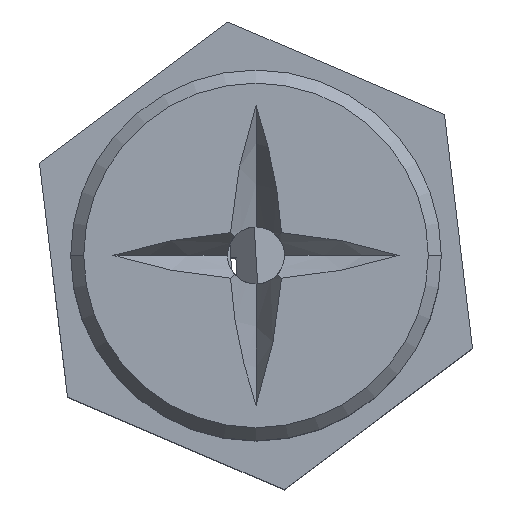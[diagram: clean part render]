
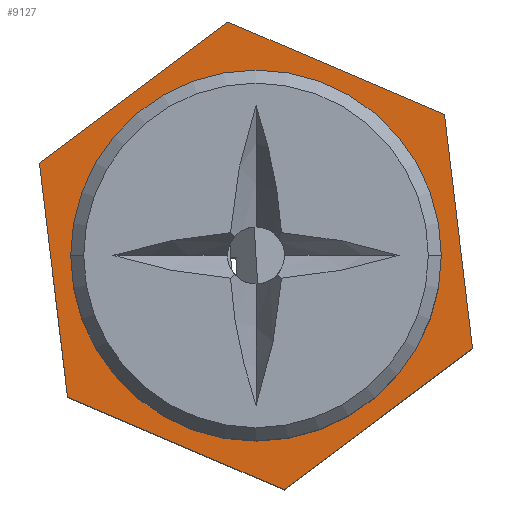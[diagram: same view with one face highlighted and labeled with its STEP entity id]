
A CAD part, top view. The second image highlights one B-rep face of the part: STEP entity #9127.
In plain terms, the highlighted planar face has unit normal (0, 0, 1).
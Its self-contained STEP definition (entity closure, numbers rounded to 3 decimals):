
#135 = VECTOR ( 'NONE', #813, 1000. ) ;
#150 = ORIENTED_EDGE ( 'NONE', *, *, #4847, .F. ) ;
#264 = CARTESIAN_POINT ( 'NONE',  ( 9.52, 0., 13.415 ) ) ;
#583 = DIRECTION ( 'NONE',  ( 0., 0., -1. ) ) ;
#628 = DIRECTION ( 'NONE',  ( -1., 0., 0. ) ) ;
#775 = EDGE_CURVE ( 'NONE', #7307, #2418, #5630, .T. ) ;
#809 = EDGE_LOOP ( 'NONE', ( #2432, #6469, #150, #10051, #7976, #4505 ) ) ;
#813 = DIRECTION ( 'NONE',  ( 0.8, 0.6, 0. ) ) ;
#1238 = CARTESIAN_POINT ( 'NONE',  ( -1.971, 16.394, 13.415 ) ) ;
#1271 = EDGE_CURVE ( 'NONE', #8229, #11059, #8750, .T. ) ;
#1338 = EDGE_LOOP ( 'NONE', ( #8743, #4769 ) ) ;
#1375 = VECTOR ( 'NONE', #2012, 1000. ) ;
#1844 = CIRCLE ( 'NONE', #2070, 9.52 ) ;
#2012 = DIRECTION ( 'NONE',  ( 0.119, -0.993, 0. ) ) ;
#2070 = AXIS2_PLACEMENT_3D ( 'NONE', #5957, #10471, #628 ) ;
#2191 = CARTESIAN_POINT ( 'NONE',  ( -13.213, -9.904, 13.415 ) ) ;
#2339 = DIRECTION ( 'NONE',  ( -1., 0., 0. ) ) ;
#2418 = VERTEX_POINT ( 'NONE', #9066 ) ;
#2432 = ORIENTED_EDGE ( 'NONE', *, *, #5180, .F. ) ;
#2540 = VERTEX_POINT ( 'NONE', #264 ) ;
#2975 = CARTESIAN_POINT ( 'NONE',  ( -1.971, 16.394, 13.415 ) ) ;
#3179 = CIRCLE ( 'NONE', #6776, 9.52 ) ;
#3191 = CARTESIAN_POINT ( 'NONE',  ( 15.183, -6.491, 13.415 ) ) ;
#3227 = DIRECTION ( 'NONE',  ( 0.92, -0.393, 0. ) ) ;
#4342 = CARTESIAN_POINT ( 'NONE',  ( 0., 0., 13.415 ) ) ;
#4505 = ORIENTED_EDGE ( 'NONE', *, *, #5505, .F. ) ;
#4615 = CARTESIAN_POINT ( 'NONE',  ( 13.213, 9.904, 13.415 ) ) ;
#4769 = ORIENTED_EDGE ( 'NONE', *, *, #4998, .T. ) ;
#4847 = EDGE_CURVE ( 'NONE', #9736, #7307, #7270, .T. ) ;
#4930 = EDGE_CURVE ( 'NONE', #11059, #9736, #7641, .T. ) ;
#4981 = DIRECTION ( 'NONE',  ( -0.119, 0.993, 0. ) ) ;
#4998 = EDGE_CURVE ( 'NONE', #8477, #2540, #1844, .T. ) ;
#5180 = EDGE_CURVE ( 'NONE', #2418, #5231, #5549, .T. ) ;
#5231 = VERTEX_POINT ( 'NONE', #2191 ) ;
#5269 = DIRECTION ( 'NONE',  ( -0.8, -0.6, 0. ) ) ;
#5315 = CARTESIAN_POINT ( 'NONE',  ( 0., 0., 13.415 ) ) ;
#5441 = VECTOR ( 'NONE', #5269, 1000. ) ;
#5505 = EDGE_CURVE ( 'NONE', #5231, #8229, #11100, .T. ) ;
#5549 = LINE ( 'NONE', #8175, #6382 ) ;
#5630 = LINE ( 'NONE', #3191, #5441 ) ;
#5747 = CARTESIAN_POINT ( 'NONE',  ( 15.183, -6.491, 13.415 ) ) ;
#5957 = CARTESIAN_POINT ( 'NONE',  ( 0., 0., 13.415 ) ) ;
#6134 = CARTESIAN_POINT ( 'NONE',  ( -15.183, 6.491, 13.415 ) ) ;
#6382 = VECTOR ( 'NONE', #11123, 1000. ) ;
#6424 = CARTESIAN_POINT ( 'NONE',  ( -13.213, -9.904, 13.415 ) ) ;
#6469 = ORIENTED_EDGE ( 'NONE', *, *, #775, .F. ) ;
#6579 = AXIS2_PLACEMENT_3D ( 'NONE', #4342, #9064, #2339 ) ;
#6776 = AXIS2_PLACEMENT_3D ( 'NONE', #5315, #583, #7323 ) ;
#7270 = LINE ( 'NONE', #4615, #1375 ) ;
#7307 = VERTEX_POINT ( 'NONE', #5747 ) ;
#7323 = DIRECTION ( 'NONE',  ( -1., 0., 0. ) ) ;
#7641 = LINE ( 'NONE', #2975, #9580 ) ;
#7976 = ORIENTED_EDGE ( 'NONE', *, *, #1271, .F. ) ;
#8175 = CARTESIAN_POINT ( 'NONE',  ( 1.971, -16.394, 13.415 ) ) ;
#8209 = VECTOR ( 'NONE', #4981, 1000. ) ;
#8229 = VERTEX_POINT ( 'NONE', #10690 ) ;
#8477 = VERTEX_POINT ( 'NONE', #8853 ) ;
#8493 = EDGE_CURVE ( 'NONE', #2540, #8477, #3179, .T. ) ;
#8743 = ORIENTED_EDGE ( 'NONE', *, *, #8493, .T. ) ;
#8750 = LINE ( 'NONE', #6134, #135 ) ;
#8853 = CARTESIAN_POINT ( 'NONE',  ( -9.52, 0., 13.415 ) ) ;
#9064 = DIRECTION ( 'NONE',  ( 0., 0., -1. ) ) ;
#9066 = CARTESIAN_POINT ( 'NONE',  ( 1.971, -16.394, 13.415 ) ) ;
#9127 = ADVANCED_FACE ( 'NONE', ( #9200, #10070 ), #11090, .F. ) ;
#9200 = FACE_OUTER_BOUND ( 'NONE', #809, .T. ) ;
#9580 = VECTOR ( 'NONE', #3227, 1000. ) ;
#9736 = VERTEX_POINT ( 'NONE', #10847 ) ;
#10051 = ORIENTED_EDGE ( 'NONE', *, *, #4930, .F. ) ;
#10070 = FACE_BOUND ( 'NONE', #1338, .T. ) ;
#10471 = DIRECTION ( 'NONE',  ( 0., 0., -1. ) ) ;
#10690 = CARTESIAN_POINT ( 'NONE',  ( -15.183, 6.491, 13.415 ) ) ;
#10847 = CARTESIAN_POINT ( 'NONE',  ( 13.213, 9.904, 13.415 ) ) ;
#11059 = VERTEX_POINT ( 'NONE', #1238 ) ;
#11090 = PLANE ( 'NONE',  #6579 ) ;
#11100 = LINE ( 'NONE', #6424, #8209 ) ;
#11123 = DIRECTION ( 'NONE',  ( -0.92, 0.393, 0. ) ) ;
